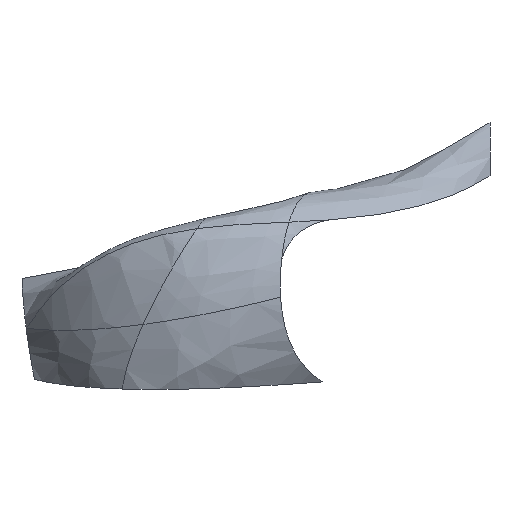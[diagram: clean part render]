
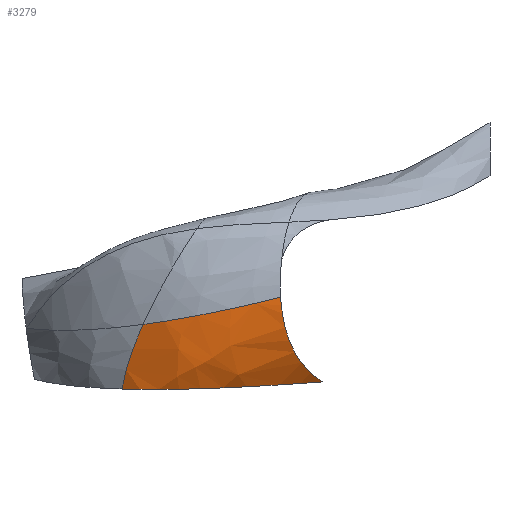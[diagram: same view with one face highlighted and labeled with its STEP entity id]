
A CAD part, front view. The second image highlights one B-rep face of the part: STEP entity #3279.
In plain terms, the highlighted free-form (B-spline) face has degree [3, 5] with [4, 6] control points.
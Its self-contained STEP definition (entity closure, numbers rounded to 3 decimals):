
#3151=CARTESIAN_POINT('Vertex',(-1652.,-617.356,-62.258)) ;
#3195=CARTESIAN_POINT('Control Point',(-1702.,-576.,-217.)) ;
#3196=CARTESIAN_POINT('Control Point',(-1697.596,-585.707,-189.382)) ;
#3197=CARTESIAN_POINT('Control Point',(-1690.321,-594.756,-160.003)) ;
#3198=CARTESIAN_POINT('Control Point',(-1680.176,-603.146,-128.864)) ;
#3199=CARTESIAN_POINT('Control Point',(-1667.158,-610.878,-95.965)) ;
#3200=CARTESIAN_POINT('Control Point',(-1652.,-617.356,-62.258)) ;
#3201=CARTESIAN_POINT('Control Point',(-1579.286,-639.216,-220.622)) ;
#3202=CARTESIAN_POINT('Control Point',(-1579.84,-653.838,-187.309)) ;
#3203=CARTESIAN_POINT('Control Point',(-1577.796,-655.041,-155.276)) ;
#3204=CARTESIAN_POINT('Control Point',(-1572.517,-649.744,-123.258)) ;
#3205=CARTESIAN_POINT('Control Point',(-1565.901,-649.636,-88.045)) ;
#3206=CARTESIAN_POINT('Control Point',(-1554.881,-654.5,-49.367)) ;
#3207=CARTESIAN_POINT('Control Point',(-1419.286,-609.216,-214.955)) ;
#3208=CARTESIAN_POINT('Control Point',(-1437.383,-639.765,-188.124)) ;
#3209=CARTESIAN_POINT('Control Point',(-1451.335,-650.979,-159.915)) ;
#3210=CARTESIAN_POINT('Control Point',(-1457.275,-655.164,-124.404)) ;
#3211=CARTESIAN_POINT('Control Point',(-1453.997,-657.966,-77.933)) ;
#3212=CARTESIAN_POINT('Control Point',(-1444.881,-657.382,-27.614)) ;
#3213=CARTESIAN_POINT('Control Point',(-1222.,-486.,-200.)) ;
#3214=CARTESIAN_POINT('Control Point',(-1259.462,-537.805,-176.579)) ;
#3215=CARTESIAN_POINT('Control Point',(-1288.065,-577.677,-143.971)) ;
#3216=CARTESIAN_POINT('Control Point',(-1307.808,-605.617,-102.176)) ;
#3217=CARTESIAN_POINT('Control Point',(-1318.691,-621.623,-51.193)) ;
#3218=CARTESIAN_POINT('Control Point',(-1322.,-626.,3.)) ;
#3220=CARTESIAN_POINT('Control Point',(-1702.,-576.,-217.)) ;
#3221=CARTESIAN_POINT('Control Point',(-1697.797,-585.264,-190.641)) ;
#3222=CARTESIAN_POINT('Control Point',(-1690.979,-593.929,-162.679)) ;
#3223=CARTESIAN_POINT('Control Point',(-1681.545,-601.994,-133.112)) ;
#3224=CARTESIAN_POINT('Control Point',(-1669.497,-609.46,-101.943)) ;
#3225=CARTESIAN_POINT('Control Point',(-1655.41,-615.854,-69.924)) ;
#3226=CARTESIAN_POINT('Vertex',(-1702.,-576.,-217.)) ;
#3228=CARTESIAN_POINT('Vertex',(-1655.41,-615.854,-69.924)) ;
#3232=CARTESIAN_POINT('Control Point',(-1655.41,-615.854,-69.924)) ;
#3233=CARTESIAN_POINT('Control Point',(-1654.737,-616.16,-68.394)) ;
#3234=CARTESIAN_POINT('Control Point',(-1654.06,-616.463,-66.863)) ;
#3235=CARTESIAN_POINT('Control Point',(-1653.378,-616.763,-65.329)) ;
#3236=CARTESIAN_POINT('Control Point',(-1652.691,-617.061,-63.794)) ;
#3237=CARTESIAN_POINT('Control Point',(-1652.,-617.356,-62.258)) ;
#3240=CARTESIAN_POINT('Control Point',(-1652.,-617.356,-62.258)) ;
#3241=CARTESIAN_POINT('Control Point',(-1635.306,-623.741,-60.042)) ;
#3242=CARTESIAN_POINT('Control Point',(-1618.232,-629.113,-57.564)) ;
#3243=CARTESIAN_POINT('Control Point',(-1600.778,-633.473,-54.825)) ;
#3244=CARTESIAN_POINT('Vertex',(-1600.778,-633.473,-54.825)) ;
#3248=CARTESIAN_POINT('Control Point',(-1600.778,-633.473,-54.825)) ;
#3249=CARTESIAN_POINT('Control Point',(-1516.685,-654.479,-41.627)) ;
#3250=CARTESIAN_POINT('Control Point',(-1423.759,-651.988,-22.352)) ;
#3251=CARTESIAN_POINT('Control Point',(-1322.,-626.,3.)) ;
#3252=CARTESIAN_POINT('Vertex',(-1322.,-626.,3.)) ;
#3256=CARTESIAN_POINT('Control Point',(-1222.,-486.,-200.)) ;
#3257=CARTESIAN_POINT('Control Point',(-1259.462,-537.805,-176.579)) ;
#3258=CARTESIAN_POINT('Control Point',(-1288.065,-577.677,-143.971)) ;
#3259=CARTESIAN_POINT('Control Point',(-1307.808,-605.617,-102.176)) ;
#3260=CARTESIAN_POINT('Control Point',(-1318.691,-621.623,-51.193)) ;
#3261=CARTESIAN_POINT('Control Point',(-1322.,-626.,3.)) ;
#3262=CARTESIAN_POINT('Vertex',(-1222.,-486.,-200.)) ;
#3266=CARTESIAN_POINT('Control Point',(-1702.,-576.,-217.)) ;
#3267=CARTESIAN_POINT('Control Point',(-1579.286,-639.216,-220.622)) ;
#3268=CARTESIAN_POINT('Control Point',(-1419.286,-609.216,-214.955)) ;
#3269=CARTESIAN_POINT('Control Point',(-1222.,-486.,-200.)) ;
#3272=ORIENTED_EDGE('',*,*,#3230,.T.) ;
#3273=ORIENTED_EDGE('',*,*,#3238,.T.) ;
#3274=ORIENTED_EDGE('',*,*,#3246,.T.) ;
#3275=ORIENTED_EDGE('',*,*,#3254,.T.) ;
#3276=ORIENTED_EDGE('',*,*,#3264,.F.) ;
#3277=ORIENTED_EDGE('',*,*,#3270,.F.) ;
#3279=ADVANCED_FACE('Sym\X2\00E9\X0\trie.1',(#3278),#3194,.F.) ;
#3219=B_SPLINE_CURVE_WITH_KNOTS('',5,(#3220,#3221,#3222,#3223,#3224,#3225),.UNSPECIFIED.,.F.,.U.,(6,6),(0.,202.443),.UNSPECIFIED.) ;
#3231=B_SPLINE_CURVE_WITH_KNOTS('',5,(#3232,#3233,#3234,#3235,#3236,#3237),.UNSPECIFIED.,.F.,.U.,(6,6),(202.443,212.114),.UNSPECIFIED.) ;
#3239=B_SPLINE_CURVE_WITH_KNOTS('',3,(#3240,#3241,#3242,#3243),.UNSPECIFIED.,.F.,.U.,(4,4),(0.,73.223),.UNSPECIFIED.) ;
#3247=B_SPLINE_CURVE_WITH_KNOTS('',3,(#3248,#3249,#3250,#3251),.UNSPECIFIED.,.F.,.U.,(4,4),(73.223,425.993),.UNSPECIFIED.) ;
#3255=B_SPLINE_CURVE_WITH_KNOTS('',5,(#3256,#3257,#3258,#3259,#3260,#3261),.UNSPECIFIED.,.F.,.U.,(6,6),(0.,212.114),.UNSPECIFIED.) ;
#3265=B_SPLINE_CURVE_WITH_KNOTS('',3,(#3266,#3267,#3268,#3269),.UNSPECIFIED.,.F.,.U.,(4,4),(0.,425.993),.UNSPECIFIED.) ;
#3194=B_SPLINE_SURFACE_WITH_KNOTS('',3,5,((#3195,#3196,#3197,#3198,#3199,#3200),(#3201,#3202,#3203,#3204,#3205,#3206),(#3207,#3208,#3209,#3210,#3211,#3212),(#3213,#3214,#3215,#3216,#3217,#3218)),.UNSPECIFIED.,.F.,.F.,.U.,(4,4),(6,6),(0.,425.993),(0.,212.114),.UNSPECIFIED.) ;
#3230=EDGE_CURVE('',#3227,#3229,#3219,.T.) ;
#3238=EDGE_CURVE('',#3229,#3152,#3231,.T.) ;
#3246=EDGE_CURVE('',#3152,#3245,#3239,.T.) ;
#3254=EDGE_CURVE('',#3245,#3253,#3247,.T.) ;
#3264=EDGE_CURVE('',#3263,#3253,#3255,.T.) ;
#3270=EDGE_CURVE('',#3227,#3263,#3265,.T.) ;
#3271=EDGE_LOOP('',(#3272,#3273,#3274,#3275,#3276,#3277)) ;
#3278=FACE_OUTER_BOUND('',#3271,.T.) ;
#3152=VERTEX_POINT('',#3151) ;
#3227=VERTEX_POINT('',#3226) ;
#3229=VERTEX_POINT('',#3228) ;
#3245=VERTEX_POINT('',#3244) ;
#3253=VERTEX_POINT('',#3252) ;
#3263=VERTEX_POINT('',#3262) ;
